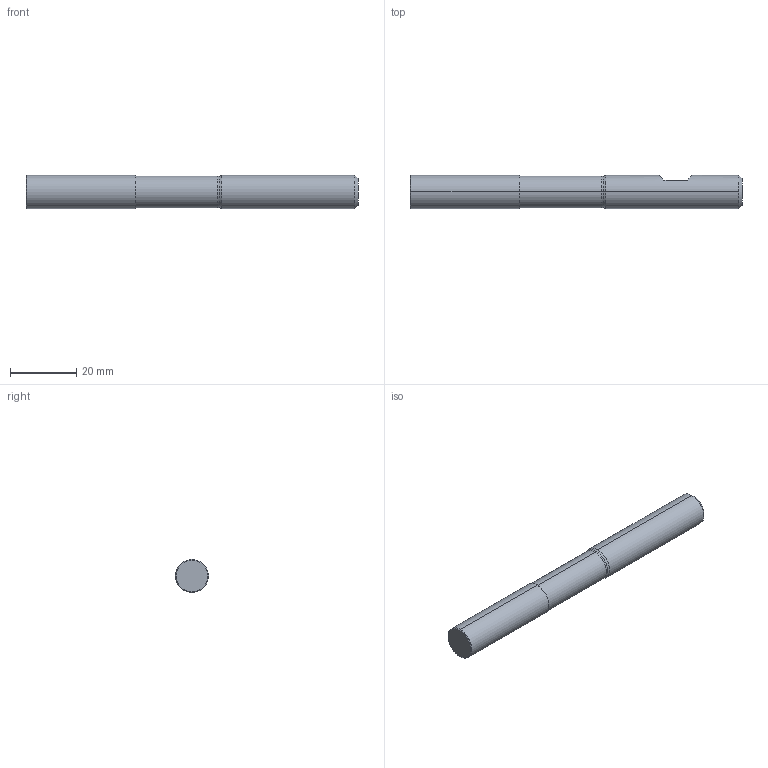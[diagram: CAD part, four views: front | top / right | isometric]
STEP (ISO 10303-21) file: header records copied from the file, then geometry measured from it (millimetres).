
FILE_DESCRIPTION (( 'STEP AP214' ), '1' );
FILE_NAME ('234.100.10_3D-model.step', '2020-07-13T11:00:36', ( '' ), ( '' ), 'SwSTEP 2.0', 'SolidWorks 2020', '' );
FILE_SCHEMA (( 'AUTOMOTIVE_DESIGN' ));
Length unit declared in the file: millimetre
Products named in the file (3): CUT-3D^Baugr7; 234.100.10_3D-model; NOCUT-3D^Baugr7
Assembly tree (2 placements, depth 2):
  234.100.10_3D-model
    CUT-3D^Baugr7
    NOCUT-3D^Baugr7
Bounding box: 100 x 10 x 10 mm (x, y, z)
Volume: 7583 mm3; surface area: 3385.1 mm2
Topology: 2 solids, 2 shells, 21 faces, 38 edges, 22 vertices
Faces by surface type: plane 7, cylinder 6, cone 6, torus 2
Entity records: 622 total; most frequent: DIRECTION 108, CARTESIAN_POINT 92, ORIENTED_EDGE 76, AXIS2_PLACEMENT_3D 46, EDGE_CURVE 38, EDGE_LOOP 22, VERTEX_POINT 22, ADVANCED_FACE 21
